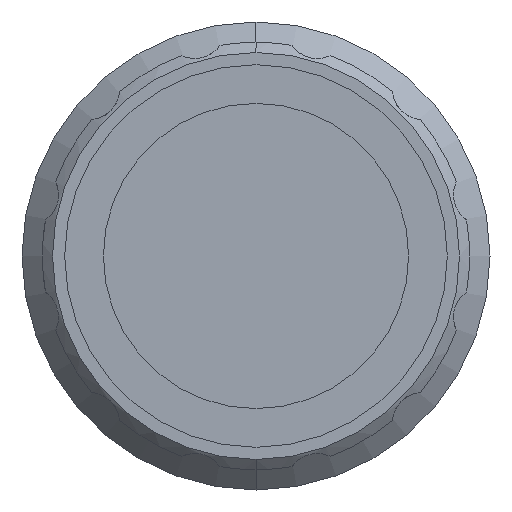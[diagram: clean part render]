
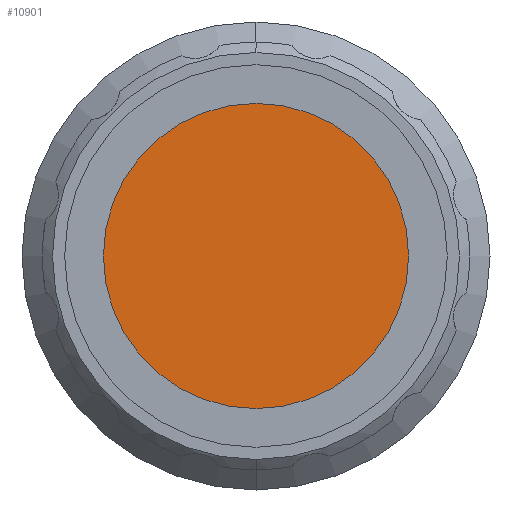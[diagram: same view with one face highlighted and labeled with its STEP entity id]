
A CAD part, left-side view. The second image highlights one B-rep face of the part: STEP entity #10901.
In plain terms, the highlighted planar face has unit normal (-1, 0, 0).
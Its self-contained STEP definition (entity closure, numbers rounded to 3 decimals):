
#311 = CARTESIAN_POINT ( 'NONE',  ( -44.91, 0., 0. ) ) ;
#2239 = DIRECTION ( 'NONE',  ( 0., 0., 1. ) ) ;
#2273 = EDGE_CURVE ( 'NONE', #14333, #18318, #13387, .T. ) ;
#2323 = DIRECTION ( 'NONE',  ( 0., 0., 1. ) ) ;
#3421 = CIRCLE ( 'NONE', #16547, 15. ) ;
#3673 = CARTESIAN_POINT ( 'NONE',  ( -44.91, 0., 15. ) ) ;
#4248 = CARTESIAN_POINT ( 'NONE',  ( -44.91, 0., 0. ) ) ;
#6809 = AXIS2_PLACEMENT_3D ( 'NONE', #311, #12267, #2239 ) ;
#8356 = AXIS2_PLACEMENT_3D ( 'NONE', #14149, #16325, #19792 ) ;
#10901 = ADVANCED_FACE ( 'Defeature ausgef�hrt2_445', ( #14402 ), #15820, .F. ) ;
#11554 = ORIENTED_EDGE ( 'NONE', *, *, #2273, .T. ) ;
#12267 = DIRECTION ( 'NONE',  ( -1., 0., 0. ) ) ;
#12830 = CARTESIAN_POINT ( 'NONE',  ( -44.91, 0., -15. ) ) ;
#13387 = CIRCLE ( 'NONE', #6809, 15. ) ;
#14149 = CARTESIAN_POINT ( 'NONE',  ( -44.91, 0., 0. ) ) ;
#14333 = VERTEX_POINT ( 'NONE', #3673 ) ;
#14402 = FACE_OUTER_BOUND ( 'NONE', #21443, .T. ) ;
#14591 = ORIENTED_EDGE ( 'NONE', *, *, #20249, .T. ) ;
#15820 = PLANE ( 'NONE',  #8356 ) ;
#16325 = DIRECTION ( 'NONE',  ( 1., 0., 0. ) ) ;
#16547 = AXIS2_PLACEMENT_3D ( 'NONE', #4248, #17492, #2323 ) ;
#17492 = DIRECTION ( 'NONE',  ( -1., 0., 0. ) ) ;
#18318 = VERTEX_POINT ( 'NONE', #12830 ) ;
#19792 = DIRECTION ( 'NONE',  ( 0., 0., -1. ) ) ;
#20249 = EDGE_CURVE ( 'NONE', #18318, #14333, #3421, .T. ) ;
#21443 = EDGE_LOOP ( 'NONE', ( #11554, #14591 ) ) ;
